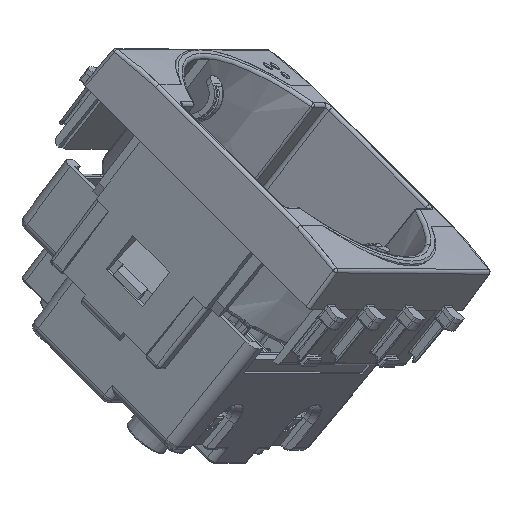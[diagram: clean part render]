
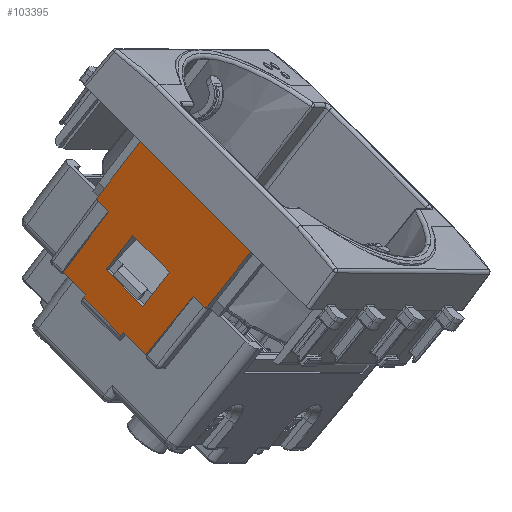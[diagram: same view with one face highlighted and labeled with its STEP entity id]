
A CAD part, isometric view. The second image highlights one B-rep face of the part: STEP entity #103395.
In plain terms, the highlighted face is planar.
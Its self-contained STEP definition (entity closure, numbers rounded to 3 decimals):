
#62304=CARTESIAN_POINT('Vertex',(-3.644,-22.249,-10.087)) ;
#62308=CARTESIAN_POINT('Control Point',(-3.644,-22.249,-10.087)) ;
#62309=CARTESIAN_POINT('Control Point',(-3.642,-22.144,-16.125)) ;
#62310=CARTESIAN_POINT('Vertex',(-3.642,-22.144,-16.125)) ;
#62405=CARTESIAN_POINT('Vertex',(3.642,-22.144,-16.125)) ;
#62411=CARTESIAN_POINT('Control Point',(3.644,-22.249,-10.087)) ;
#62412=CARTESIAN_POINT('Control Point',(3.642,-22.144,-16.125)) ;
#62413=CARTESIAN_POINT('Vertex',(3.644,-22.249,-10.087)) ;
#63865=CARTESIAN_POINT('Line Origine',(0.,-22.144,-16.125)) ;
#64011=CARTESIAN_POINT('Vertex',(-10.988,-22.425,0.)) ;
#64014=CARTESIAN_POINT('Line Origine',(11.225,-22.425,0.)) ;
#64018=CARTESIAN_POINT('Vertex',(0.,-22.425,0.)) ;
#64021=CARTESIAN_POINT('Line Origine',(11.225,-22.425,0.)) ;
#64025=CARTESIAN_POINT('Vertex',(10.988,-22.425,0.)) ;
#64071=CARTESIAN_POINT('Line Origine',(-5.965,-22.065,-20.625)) ;
#64075=CARTESIAN_POINT('Vertex',(-3.713,-22.065,-20.625)) ;
#64077=CARTESIAN_POINT('Vertex',(-8.217,-22.065,-20.625)) ;
#64115=CARTESIAN_POINT('Vertex',(-3.709,-22.056,-21.142)) ;
#64119=CARTESIAN_POINT('Control Point',(-3.713,-22.065,-20.625)) ;
#64120=CARTESIAN_POINT('Control Point',(-3.709,-22.056,-21.142)) ;
#64141=CARTESIAN_POINT('Vertex',(3.709,-22.056,-21.142)) ;
#64146=CARTESIAN_POINT('Line Origine',(1.85,-22.056,-21.142)) ;
#64169=CARTESIAN_POINT('Control Point',(3.713,-22.065,-20.625)) ;
#64170=CARTESIAN_POINT('Control Point',(3.709,-22.056,-21.142)) ;
#64171=CARTESIAN_POINT('Vertex',(3.713,-22.065,-20.625)) ;
#64196=CARTESIAN_POINT('Vertex',(8.217,-22.065,-20.625)) ;
#64199=CARTESIAN_POINT('Line Origine',(5.965,-22.065,-20.625)) ;
#103326=CARTESIAN_POINT('Axis2P3D Location',(0.,-22.425,0.)) ;
#103331=CARTESIAN_POINT('Line Origine',(10.944,-22.337,-5.063)) ;
#103335=CARTESIAN_POINT('Vertex',(10.9,-22.248,-10.125)) ;
#103338=CARTESIAN_POINT('Line Origine',(-10.944,-22.337,-5.063)) ;
#103342=CARTESIAN_POINT('Vertex',(-10.9,-22.248,-10.125)) ;
#103345=CARTESIAN_POINT('Line Origine',(-9.65,-22.248,-10.125)) ;
#103349=CARTESIAN_POINT('Vertex',(-8.4,-22.248,-10.125)) ;
#103352=CARTESIAN_POINT('Line Origine',(-8.308,-22.157,-15.375)) ;
#103357=CARTESIAN_POINT('Line Origine',(8.308,-22.157,-15.375)) ;
#103361=CARTESIAN_POINT('Vertex',(8.4,-22.248,-10.125)) ;
#103364=CARTESIAN_POINT('Line Origine',(9.65,-22.248,-10.125)) ;
#103384=CARTESIAN_POINT('Line Origine',(0.,-22.249,-10.087)) ;
#63866=DIRECTION('Vector Direction',(1.,0.,0.)) ;
#64015=DIRECTION('Vector Direction',(-1.,0.,0.)) ;
#64022=DIRECTION('Vector Direction',(-1.,0.,0.)) ;
#64072=DIRECTION('Vector Direction',(1.,0.,0.)) ;
#64147=DIRECTION('Vector Direction',(-1.,0.,0.)) ;
#64200=DIRECTION('Vector Direction',(1.,0.,0.)) ;
#103327=DIRECTION('Axis2P3D Direction',(0.,-1.,-0.017)) ;
#103328=DIRECTION('Axis2P3D XDirection',(0.,0.017,-1.)) ;
#103332=DIRECTION('Vector Direction',(-0.009,0.017,-1.)) ;
#103339=DIRECTION('Vector Direction',(0.009,0.017,-1.)) ;
#103346=DIRECTION('Vector Direction',(1.,0.,0.)) ;
#103353=DIRECTION('Vector Direction',(-0.017,-0.017,1.)) ;
#103358=DIRECTION('Vector Direction',(0.017,-0.017,1.)) ;
#103365=DIRECTION('Vector Direction',(1.,0.,0.)) ;
#103385=DIRECTION('Vector Direction',(1.,0.,0.)) ;
#103329=AXIS2_PLACEMENT_3D('Plane Axis2P3D',#103326,#103327,#103328) ;
#103370=ORIENTED_EDGE('',*,*,#103337,.F.) ;
#103371=ORIENTED_EDGE('',*,*,#64027,.T.) ;
#103372=ORIENTED_EDGE('',*,*,#64020,.F.) ;
#103373=ORIENTED_EDGE('',*,*,#103344,.T.) ;
#103374=ORIENTED_EDGE('',*,*,#103351,.F.) ;
#103375=ORIENTED_EDGE('',*,*,#103356,.T.) ;
#103376=ORIENTED_EDGE('',*,*,#64079,.F.) ;
#103377=ORIENTED_EDGE('',*,*,#64121,.T.) ;
#103378=ORIENTED_EDGE('',*,*,#64150,.F.) ;
#103379=ORIENTED_EDGE('',*,*,#64173,.F.) ;
#103380=ORIENTED_EDGE('',*,*,#64203,.T.) ;
#103381=ORIENTED_EDGE('',*,*,#103363,.F.) ;
#103382=ORIENTED_EDGE('',*,*,#103368,.T.) ;
#103390=ORIENTED_EDGE('',*,*,#62312,.F.) ;
#103391=ORIENTED_EDGE('',*,*,#103388,.F.) ;
#103392=ORIENTED_EDGE('',*,*,#62415,.T.) ;
#103393=ORIENTED_EDGE('',*,*,#63869,.T.) ;
#103394=FACE_BOUND('',#103389,.T.) ;
#63867=VECTOR('Line Direction',#63866,1.) ;
#64016=VECTOR('Line Direction',#64015,1.) ;
#64023=VECTOR('Line Direction',#64022,1.) ;
#64073=VECTOR('Line Direction',#64072,1.) ;
#64148=VECTOR('Line Direction',#64147,1.) ;
#64201=VECTOR('Line Direction',#64200,1.) ;
#103333=VECTOR('Line Direction',#103332,1.) ;
#103340=VECTOR('Line Direction',#103339,1.) ;
#103347=VECTOR('Line Direction',#103346,1.) ;
#103354=VECTOR('Line Direction',#103353,1.) ;
#103359=VECTOR('Line Direction',#103358,1.) ;
#103366=VECTOR('Line Direction',#103365,1.) ;
#103386=VECTOR('Line Direction',#103385,1.) ;
#103395=ADVANCED_FACE('PartBody',(#103383,#103394),#103330,.T.) ;
#62307=B_SPLINE_CURVE_WITH_KNOTS('',1,(#62308,#62309),.UNSPECIFIED.,.F.,.U.,(2,2),(-3.02,3.019),.UNSPECIFIED.) ;
#62410=B_SPLINE_CURVE_WITH_KNOTS('',1,(#62411,#62412),.UNSPECIFIED.,.F.,.U.,(2,2),(-3.02,3.019),.UNSPECIFIED.) ;
#64118=B_SPLINE_CURVE_WITH_KNOTS('',1,(#64119,#64120),.UNSPECIFIED.,.F.,.U.,(2,2),(0.355,0.872),.UNSPECIFIED.) ;
#64168=B_SPLINE_CURVE_WITH_KNOTS('',1,(#64169,#64170),.UNSPECIFIED.,.F.,.U.,(2,2),(0.355,0.872),.UNSPECIFIED.) ;
#62312=EDGE_CURVE('',#62305,#62311,#62307,.T.) ;
#62415=EDGE_CURVE('',#62414,#62406,#62410,.T.) ;
#63869=EDGE_CURVE('',#62406,#62311,#63868,.F.) ;
#64020=EDGE_CURVE('',#64012,#64019,#64017,.F.) ;
#64027=EDGE_CURVE('',#64026,#64019,#64024,.T.) ;
#64079=EDGE_CURVE('',#64076,#64078,#64074,.F.) ;
#64121=EDGE_CURVE('',#64076,#64116,#64118,.T.) ;
#64150=EDGE_CURVE('',#64142,#64116,#64149,.T.) ;
#64173=EDGE_CURVE('',#64172,#64142,#64168,.T.) ;
#64203=EDGE_CURVE('',#64172,#64197,#64202,.T.) ;
#103337=EDGE_CURVE('',#64026,#103336,#103334,.T.) ;
#103344=EDGE_CURVE('',#64012,#103343,#103341,.T.) ;
#103351=EDGE_CURVE('',#103350,#103343,#103348,.F.) ;
#103356=EDGE_CURVE('',#103350,#64078,#103355,.F.) ;
#103363=EDGE_CURVE('',#103362,#64197,#103360,.F.) ;
#103368=EDGE_CURVE('',#103362,#103336,#103367,.T.) ;
#103388=EDGE_CURVE('',#62414,#62305,#103387,.F.) ;
#103369=EDGE_LOOP('',(#103370,#103371,#103372,#103373,#103374,#103375,#103376,#103377,#103378,#103379,#103380,#103381,#103382)) ;
#103389=EDGE_LOOP('',(#103390,#103391,#103392,#103393)) ;
#103383=FACE_OUTER_BOUND('',#103369,.T.) ;
#63868=LINE('Line',#63865,#63867) ;
#64017=LINE('Line',#64014,#64016) ;
#64024=LINE('Line',#64021,#64023) ;
#64074=LINE('Line',#64071,#64073) ;
#64149=LINE('Line',#64146,#64148) ;
#64202=LINE('Line',#64199,#64201) ;
#103334=LINE('Line',#103331,#103333) ;
#103341=LINE('Line',#103338,#103340) ;
#103348=LINE('Line',#103345,#103347) ;
#103355=LINE('Line',#103352,#103354) ;
#103360=LINE('Line',#103357,#103359) ;
#103367=LINE('Line',#103364,#103366) ;
#103387=LINE('Line',#103384,#103386) ;
#103330=PLANE('',#103329) ;
#62305=VERTEX_POINT('',#62304) ;
#62311=VERTEX_POINT('',#62310) ;
#62406=VERTEX_POINT('',#62405) ;
#62414=VERTEX_POINT('',#62413) ;
#64012=VERTEX_POINT('',#64011) ;
#64019=VERTEX_POINT('',#64018) ;
#64026=VERTEX_POINT('',#64025) ;
#64076=VERTEX_POINT('',#64075) ;
#64078=VERTEX_POINT('',#64077) ;
#64116=VERTEX_POINT('',#64115) ;
#64142=VERTEX_POINT('',#64141) ;
#64172=VERTEX_POINT('',#64171) ;
#64197=VERTEX_POINT('',#64196) ;
#103336=VERTEX_POINT('',#103335) ;
#103343=VERTEX_POINT('',#103342) ;
#103350=VERTEX_POINT('',#103349) ;
#103362=VERTEX_POINT('',#103361) ;
